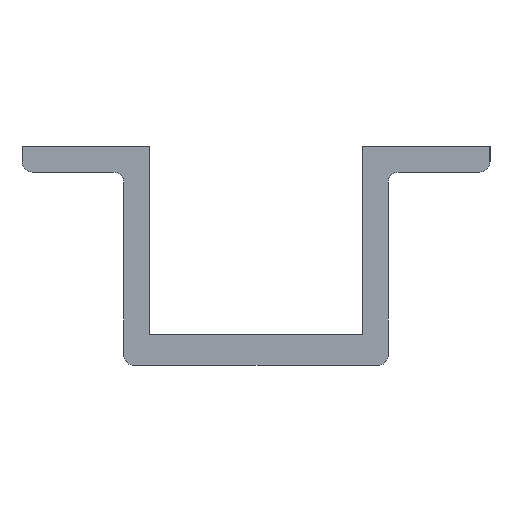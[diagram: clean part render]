
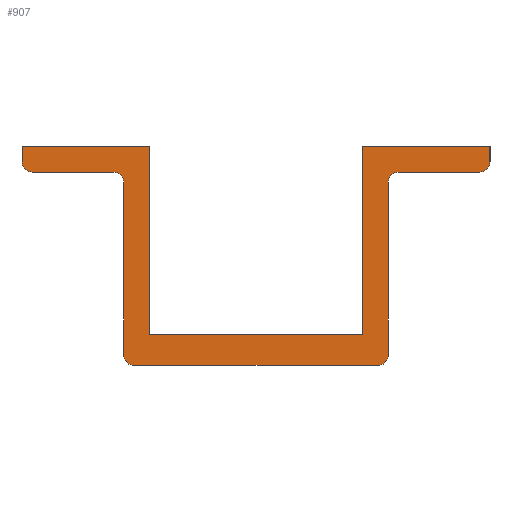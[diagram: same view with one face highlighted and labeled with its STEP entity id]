
A CAD part, left-side view. The second image highlights one B-rep face of the part: STEP entity #907.
In plain terms, the highlighted planar face has unit normal (-1, 0, 0).
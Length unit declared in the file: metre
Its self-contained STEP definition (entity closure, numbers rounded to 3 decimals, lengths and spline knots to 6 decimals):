
#54=CIRCLE('',#1005,0.001);
#55=CIRCLE('',#1006,0.001);
#56=CIRCLE('',#1007,0.001);
#57=CIRCLE('',#1008,0.001);
#58=CIRCLE('',#1009,0.001);
#59=CIRCLE('',#1010,0.001);
#210=ORIENTED_EDGE('',*,*,#396,.F.);
#211=ORIENTED_EDGE('',*,*,#397,.T.);
#212=ORIENTED_EDGE('',*,*,#398,.F.);
#213=ORIENTED_EDGE('',*,*,#399,.F.);
#214=ORIENTED_EDGE('',*,*,#400,.T.);
#215=ORIENTED_EDGE('',*,*,#388,.F.);
#216=ORIENTED_EDGE('',*,*,#401,.F.);
#217=ORIENTED_EDGE('',*,*,#402,.F.);
#218=ORIENTED_EDGE('',*,*,#403,.T.);
#219=ORIENTED_EDGE('',*,*,#404,.T.);
#220=ORIENTED_EDGE('',*,*,#405,.T.);
#221=ORIENTED_EDGE('',*,*,#406,.T.);
#222=ORIENTED_EDGE('',*,*,#394,.T.);
#223=ORIENTED_EDGE('',*,*,#407,.T.);
#224=ORIENTED_EDGE('',*,*,#408,.T.);
#225=ORIENTED_EDGE('',*,*,#409,.T.);
#226=ORIENTED_EDGE('',*,*,#386,.F.);
#227=ORIENTED_EDGE('',*,*,#410,.T.);
#386=EDGE_CURVE('',#492,#493,#578,.T.);
#388=EDGE_CURVE('',#494,#495,#580,.T.);
#394=EDGE_CURVE('',#501,#500,#586,.T.);
#396=EDGE_CURVE('',#502,#503,#588,.T.);
#397=EDGE_CURVE('',#502,#504,#54,.F.);
#398=EDGE_CURVE('',#505,#504,#589,.T.);
#399=EDGE_CURVE('',#506,#505,#590,.T.);
#400=EDGE_CURVE('',#506,#495,#591,.T.);
#401=EDGE_CURVE('',#507,#494,#592,.T.);
#402=EDGE_CURVE('',#508,#507,#593,.T.);
#403=EDGE_CURVE('',#508,#509,#594,.T.);
#404=EDGE_CURVE('',#509,#510,#55,.F.);
#405=EDGE_CURVE('',#510,#511,#595,.T.);
#406=EDGE_CURVE('',#511,#501,#56,.T.);
#407=EDGE_CURVE('',#500,#512,#57,.F.);
#408=EDGE_CURVE('',#512,#513,#596,.T.);
#409=EDGE_CURVE('',#513,#493,#58,.F.);
#410=EDGE_CURVE('',#492,#503,#59,.T.);
#492=VERTEX_POINT('',#1458);
#493=VERTEX_POINT('',#1460);
#494=VERTEX_POINT('',#1464);
#495=VERTEX_POINT('',#1465);
#500=VERTEX_POINT('',#1476);
#501=VERTEX_POINT('',#1478);
#502=VERTEX_POINT('',#1482);
#503=VERTEX_POINT('',#1483);
#504=VERTEX_POINT('',#1485);
#505=VERTEX_POINT('',#1487);
#506=VERTEX_POINT('',#1489);
#507=VERTEX_POINT('',#1492);
#508=VERTEX_POINT('',#1494);
#509=VERTEX_POINT('',#1496);
#510=VERTEX_POINT('',#1498);
#511=VERTEX_POINT('',#1500);
#512=VERTEX_POINT('',#1503);
#513=VERTEX_POINT('',#1505);
#578=LINE('',#1459,#662);
#580=LINE('',#1463,#664);
#586=LINE('',#1477,#670);
#588=LINE('',#1481,#672);
#589=LINE('',#1486,#673);
#590=LINE('',#1488,#674);
#591=LINE('',#1490,#675);
#592=LINE('',#1491,#676);
#593=LINE('',#1493,#677);
#594=LINE('',#1495,#678);
#595=LINE('',#1499,#679);
#596=LINE('',#1504,#680);
#662=VECTOR('',#1189,1.);
#664=VECTOR('',#1193,1.);
#670=VECTOR('',#1201,1.);
#672=VECTOR('',#1205,1.);
#673=VECTOR('',#1208,1.);
#674=VECTOR('',#1209,1.);
#675=VECTOR('',#1210,1.);
#676=VECTOR('',#1211,1.);
#677=VECTOR('',#1212,1.);
#678=VECTOR('',#1213,1.);
#679=VECTOR('',#1216,1.);
#680=VECTOR('',#1221,1.);
#741=EDGE_LOOP('',(#210,#211,#212,#213,#214,#215,#216,#217,#218,#219,#220,
#221,#222,#223,#224,#225,#226,#227));
#813=FACE_BOUND('',#741,.T.);
#865=PLANE('',#1004);
#907=ADVANCED_FACE('',(#813),#865,.F.);
#1004=AXIS2_PLACEMENT_3D('',#1480,#1203,#1204);
#1005=AXIS2_PLACEMENT_3D('',#1484,#1206,#1207);
#1006=AXIS2_PLACEMENT_3D('',#1497,#1214,#1215);
#1007=AXIS2_PLACEMENT_3D('',#1501,#1217,#1218);
#1008=AXIS2_PLACEMENT_3D('',#1502,#1219,#1220);
#1009=AXIS2_PLACEMENT_3D('',#1506,#1222,#1223);
#1010=AXIS2_PLACEMENT_3D('',#1507,#1224,#1225);
#1189=DIRECTION('',(0.,0.,-1.));
#1193=DIRECTION('',(0.,-1.,0.));
#1201=DIRECTION('',(0.,0.,-1.));
#1203=DIRECTION('',(1.,0.,0.));
#1204=DIRECTION('',(0.,0.,-1.));
#1205=DIRECTION('',(0.,1.,0.));
#1206=DIRECTION('',(1.,0.,0.));
#1207=DIRECTION('',(0.,0.,-1.));
#1208=DIRECTION('',(0.,0.,-1.));
#1209=DIRECTION('',(0.,-1.,0.));
#1210=DIRECTION('',(0.,0.,-1.));
#1211=DIRECTION('',(0.,0.,-1.));
#1212=DIRECTION('',(0.,-1.,0.));
#1213=DIRECTION('',(0.,0.,-1.));
#1214=DIRECTION('',(1.,0.,0.));
#1215=DIRECTION('',(0.,0.,-1.));
#1216=DIRECTION('',(0.,-1.,0.));
#1217=DIRECTION('',(1.,0.,0.));
#1218=DIRECTION('',(0.,0.,-1.));
#1219=DIRECTION('',(1.,0.,0.));
#1220=DIRECTION('',(0.,0.,-1.));
#1221=DIRECTION('',(0.,-1.,0.));
#1222=DIRECTION('',(1.,0.,0.));
#1223=DIRECTION('',(0.,0.,-1.));
#1224=DIRECTION('',(1.,0.,0.));
#1225=DIRECTION('',(0.,0.,-1.));
#1458=CARTESIAN_POINT('',(-0.117431,-0.135301,0.018));
#1459=CARTESIAN_POINT('',(-0.117431,-0.135301,0.003));
#1460=CARTESIAN_POINT('',(-0.117431,-0.135301,0.001));
#1463=CARTESIAN_POINT('',(-0.117431,-0.122301,0.003));
#1464=CARTESIAN_POINT('',(-0.117431,-0.111801,0.003));
#1465=CARTESIAN_POINT('',(-0.117431,-0.132801,0.003));
#1476=CARTESIAN_POINT('',(-0.117431,-0.109301,0.001));
#1477=CARTESIAN_POINT('',(-0.117431,-0.109301,0.003));
#1478=CARTESIAN_POINT('',(-0.117431,-0.109301,0.018));
#1480=CARTESIAN_POINT('',(-0.117431,-0.122301,0.003));
#1481=CARTESIAN_POINT('',(-0.117431,-0.145301,0.019));
#1482=CARTESIAN_POINT('',(-0.117431,-0.144301,0.019));
#1483=CARTESIAN_POINT('',(-0.117431,-0.136301,0.019));
#1484=CARTESIAN_POINT('',(-0.117431,-0.144301,0.02));
#1485=CARTESIAN_POINT('',(-0.117431,-0.145301,0.02));
#1486=CARTESIAN_POINT('',(-0.117431,-0.145301,0.003));
#1487=CARTESIAN_POINT('',(-0.117431,-0.145301,0.0215));
#1488=CARTESIAN_POINT('',(-0.117431,-0.122301,0.0215));
#1489=CARTESIAN_POINT('',(-0.117431,-0.132801,0.0215));
#1490=CARTESIAN_POINT('',(-0.117431,-0.132801,0.0215));
#1491=CARTESIAN_POINT('',(-0.117431,-0.111801,0.0215));
#1492=CARTESIAN_POINT('',(-0.117431,-0.111801,0.0215));
#1493=CARTESIAN_POINT('',(-0.117431,-0.122301,0.0215));
#1494=CARTESIAN_POINT('',(-0.117431,-0.099301,0.0215));
#1495=CARTESIAN_POINT('',(-0.117431,-0.099301,0.003));
#1496=CARTESIAN_POINT('',(-0.117431,-0.099301,0.02));
#1497=CARTESIAN_POINT('',(-0.117431,-0.100301,0.02));
#1498=CARTESIAN_POINT('',(-0.117431,-0.100301,0.019));
#1499=CARTESIAN_POINT('',(-0.117431,-0.099301,0.019));
#1500=CARTESIAN_POINT('',(-0.117431,-0.108301,0.019));
#1501=CARTESIAN_POINT('',(-0.117431,-0.108301,0.018));
#1502=CARTESIAN_POINT('',(-0.117431,-0.110301,0.001));
#1503=CARTESIAN_POINT('',(-0.117431,-0.110301,0.));
#1504=CARTESIAN_POINT('',(-0.117431,-0.122301,0.));
#1505=CARTESIAN_POINT('',(-0.117431,-0.134301,0.));
#1506=CARTESIAN_POINT('',(-0.117431,-0.134301,0.001));
#1507=CARTESIAN_POINT('',(-0.117431,-0.136301,0.018));
